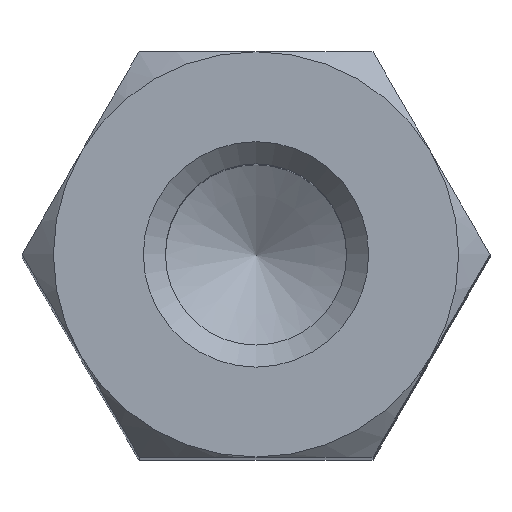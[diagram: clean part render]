
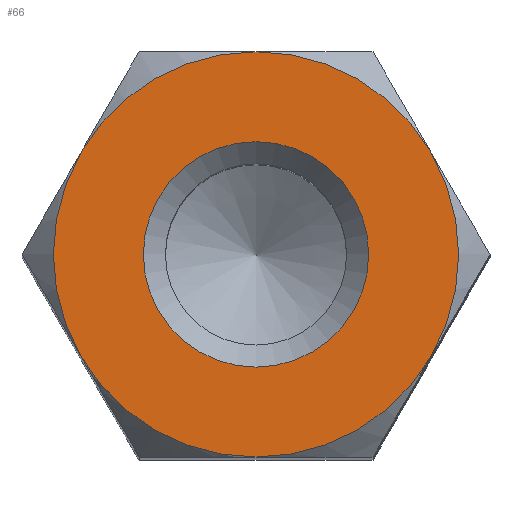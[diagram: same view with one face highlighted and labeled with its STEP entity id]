
A CAD part, top view. The second image highlights one B-rep face of the part: STEP entity #66.
In plain terms, the highlighted planar face has unit normal (0, 0, 1).
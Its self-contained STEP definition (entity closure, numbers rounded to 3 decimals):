
#66 = ADVANCED_FACE( '', ( #149, #150 ), #151, .F. );
#149 = FACE_BOUND( '', #250, .T. );
#150 = FACE_OUTER_BOUND( '', #251, .T. );
#151 = PLANE( '', #252 );
#250 = EDGE_LOOP( '', ( #370 ) );
#251 = EDGE_LOOP( '', ( #371, #372, #373, #374, #375, #376 ) );
#252 = AXIS2_PLACEMENT_3D( '', #377, #378, #379 );
#370 = ORIENTED_EDGE( '', *, *, #543, .T. );
#371 = ORIENTED_EDGE( '', *, *, #561, .T. );
#372 = ORIENTED_EDGE( '', *, *, #546, .T. );
#373 = ORIENTED_EDGE( '', *, *, #562, .T. );
#374 = ORIENTED_EDGE( '', *, *, #536, .T. );
#375 = ORIENTED_EDGE( '', *, *, #563, .T. );
#376 = ORIENTED_EDGE( '', *, *, #564, .T. );
#377 = CARTESIAN_POINT( '', ( 0., 0., 12.5 ) );
#378 = DIRECTION( '', ( 0., 0., -1. ) );
#379 = DIRECTION( '', ( -1., 0., 0. ) );
#536 = EDGE_CURVE( '', #618, #615, #619, .F. );
#543 = EDGE_CURVE( '', #629, #629, #630, .T. );
#546 = EDGE_CURVE( '', #635, #632, #636, .F. );
#561 = EDGE_CURVE( '', #659, #635, #660, .F. );
#562 = EDGE_CURVE( '', #632, #618, #661, .F. );
#563 = EDGE_CURVE( '', #615, #662, #663, .F. );
#564 = EDGE_CURVE( '', #662, #659, #664, .T. );
#615 = VERTEX_POINT( '', #725 );
#618 = VERTEX_POINT( '', #733 );
#619 = CIRCLE( '', #734, 2.75 );
#629 = VERTEX_POINT( '', #751 );
#630 = CIRCLE( '', #752, 1.53 );
#632 = VERTEX_POINT( '', #754 );
#635 = VERTEX_POINT( '', #764 );
#636 = CIRCLE( '', #765, 2.75 );
#659 = VERTEX_POINT( '', #830 );
#660 = CIRCLE( '', #831, 2.75 );
#661 = CIRCLE( '', #832, 2.75 );
#662 = VERTEX_POINT( '', #833 );
#663 = CIRCLE( '', #834, 2.75 );
#664 = CIRCLE( '', #835, 2.75 );
#725 = CARTESIAN_POINT( '', ( 2.382, 1.375, 12.5 ) );
#733 = CARTESIAN_POINT( '', ( 2.382, -1.375, 12.5 ) );
#734 = AXIS2_PLACEMENT_3D( '', #992, #993, #994 );
#751 = CARTESIAN_POINT( '', ( 0., 1.53, 12.5 ) );
#752 = AXIS2_PLACEMENT_3D( '', #1004, #1005, #1006 );
#754 = CARTESIAN_POINT( '', ( 0., -2.75, 12.5 ) );
#764 = CARTESIAN_POINT( '', ( -2.382, -1.375, 12.5 ) );
#765 = AXIS2_PLACEMENT_3D( '', #1007, #1008, #1009 );
#830 = CARTESIAN_POINT( '', ( -2.382, 1.375, 12.5 ) );
#831 = AXIS2_PLACEMENT_3D( '', #1018, #1019, #1020 );
#832 = AXIS2_PLACEMENT_3D( '', #1021, #1022, #1023 );
#833 = CARTESIAN_POINT( '', ( 0., 2.75, 12.5 ) );
#834 = AXIS2_PLACEMENT_3D( '', #1024, #1025, #1026 );
#835 = AXIS2_PLACEMENT_3D( '', #1027, #1028, #1029 );
#992 = CARTESIAN_POINT( '', ( 0., 0., 12.5 ) );
#993 = DIRECTION( '', ( 0., 0., -1. ) );
#994 = DIRECTION( '', ( -1., 0., 0. ) );
#1004 = CARTESIAN_POINT( '', ( 0., 0., 12.5 ) );
#1005 = DIRECTION( '', ( 0., 0., -1. ) );
#1006 = DIRECTION( '', ( 0., 1., 0. ) );
#1007 = CARTESIAN_POINT( '', ( 0., 0., 12.5 ) );
#1008 = DIRECTION( '', ( 0., 0., -1. ) );
#1009 = DIRECTION( '', ( -1., 0., 0. ) );
#1018 = CARTESIAN_POINT( '', ( 0., 0., 12.5 ) );
#1019 = DIRECTION( '', ( 0., 0., -1. ) );
#1020 = DIRECTION( '', ( -1., 0., 0. ) );
#1021 = CARTESIAN_POINT( '', ( 0., 0., 12.5 ) );
#1022 = DIRECTION( '', ( 0., 0., -1. ) );
#1023 = DIRECTION( '', ( -1., 0., 0. ) );
#1024 = CARTESIAN_POINT( '', ( 0., 0., 12.5 ) );
#1025 = DIRECTION( '', ( 0., 0., -1. ) );
#1026 = DIRECTION( '', ( -1., 0., 0. ) );
#1027 = CARTESIAN_POINT( '', ( 0., 0., 12.5 ) );
#1028 = DIRECTION( '', ( 0., 0., 1. ) );
#1029 = DIRECTION( '', ( 1., 0., 0. ) );
